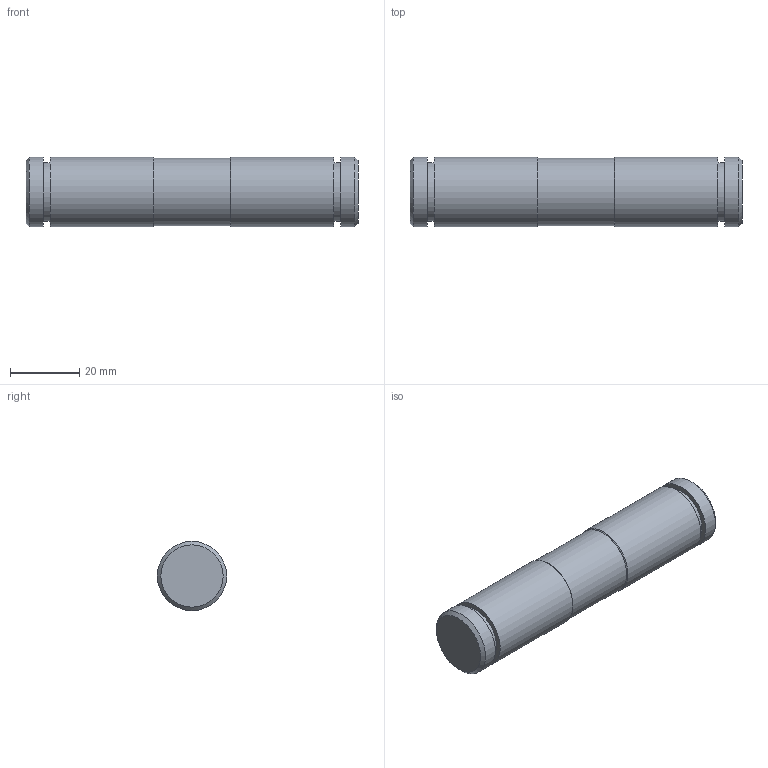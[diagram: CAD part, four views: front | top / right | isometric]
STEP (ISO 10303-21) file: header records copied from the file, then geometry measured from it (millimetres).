
FILE_DESCRIPTION(('FreeCAD Model'),'2;1');
FILE_NAME('Open CASCADE Shape Model','2024-07-30T20:50:37',(''),(''), 'Open CASCADE STEP processor 7.7','FreeCAD','Unknown');
FILE_SCHEMA(('AP242_MANAGED_MODEL_BASED_3D_ENGINEERING_MIM_LF. {1 0 10303 442 1 1 4 }'));
Length unit declared in the file: millimetre
Products named in the file (1): Corps
Bounding box: 96 x 20 x 20 mm (x, y, z)
Volume: 29405 mm3; surface area: 6873.6 mm2
Topology: 1 solids, 1 shells, 19 faces, 29 edges, 18 vertices
Faces by surface type: plane 8, cylinder 7, cone 4
Full cylindrical faces by diameter (mm): 17 x2, 19.5 x1, 20 x4
Entity records: 451 total; most frequent: DIRECTION 87, CARTESIAN_POINT 67, ORIENTED_EDGE 58, AXIS2_PLACEMENT_3D 38, EDGE_CURVE 29, FACE_BOUND 25, EDGE_LOOP 25, ADVANCED_FACE 19
